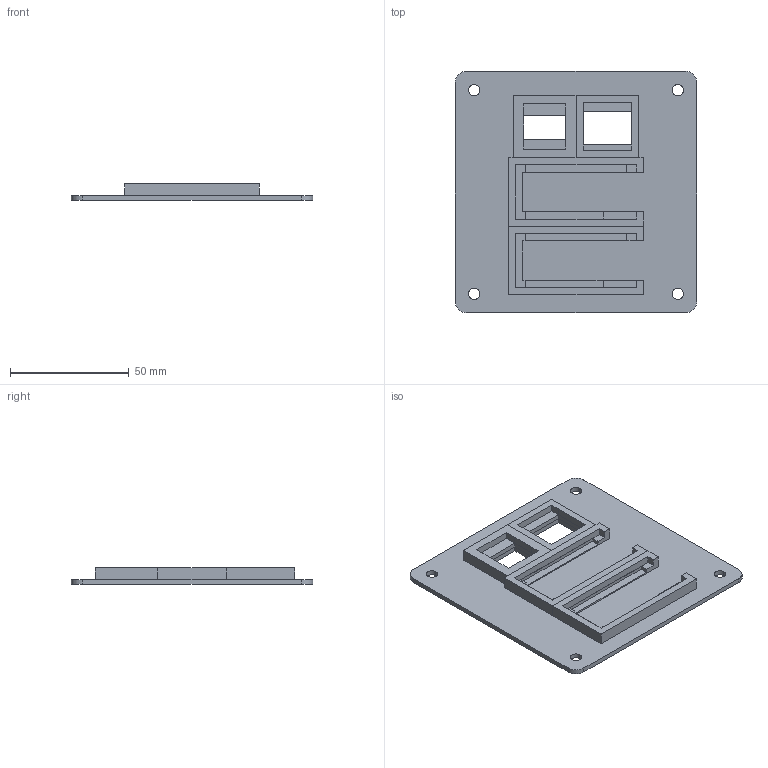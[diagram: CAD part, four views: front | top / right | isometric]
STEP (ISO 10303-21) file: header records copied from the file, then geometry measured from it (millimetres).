
FILE_DESCRIPTION(/* description */ (''),/* implementation_level */ '2;1');
FILE_NAME(/* name */ 'LIGHT-~1',/* time_stamp */ '2016-01-30T13:20:59-05:00',/* author */ (''),/* organization */ (''),/* preprocessor_version */ 'ST-DEVELOPER v15',/* originating_system */ '',/* authorisation */ '');
FILE_SCHEMA (('AUTOMOTIVE_DESIGN'));
Length unit declared in the file: millimetre
Products named in the file (1): Document
Bounding box: 101.6 x 101.6 x 7 mm (x, y, z)
Volume: 28136.3 mm3; surface area: 24029.9 mm2
Topology: 1 solids, 1 shells, 119 faces, 307 edges, 191 vertices
Faces by surface type: plane 103, bspline 16
Entity records: 3201 total; most frequent: CARTESIAN_POINT 1104, ORIENTED_EDGE 614, EDGE_CURVE 307, B_SPLINE_CURVE_WITH_KNOTS 259, VERTEX_POINT 191, EDGE_LOOP 132, ADVANCED_FACE 119, FACE_OUTER_BOUND 119
